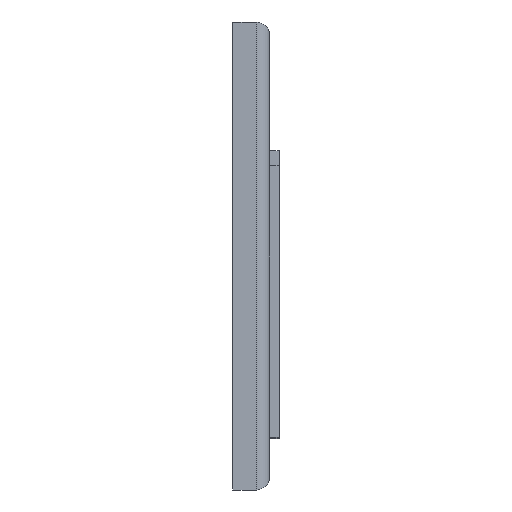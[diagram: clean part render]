
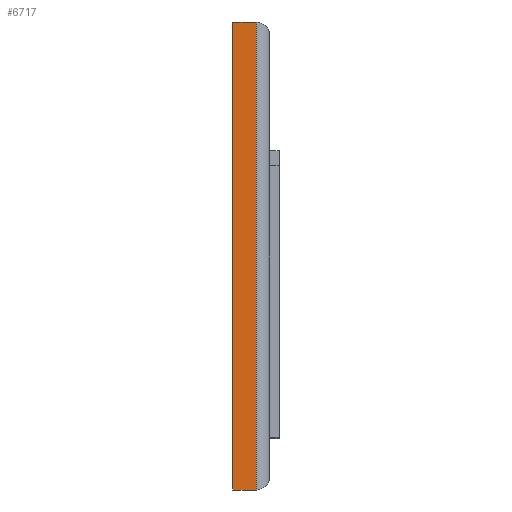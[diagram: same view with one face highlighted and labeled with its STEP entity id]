
A CAD part, left-side view. The second image highlights one B-rep face of the part: STEP entity #6717.
In plain terms, the highlighted planar face has unit normal (-1, 0, 0).
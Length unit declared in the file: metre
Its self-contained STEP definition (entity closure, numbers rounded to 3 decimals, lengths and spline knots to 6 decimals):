
#809=LINE('',#9687,#1463);
#855=LINE('',#9947,#1509);
#858=LINE('',#9953,#1512);
#859=LINE('',#9955,#1513);
#1463=VECTOR('',#7515,1.);
#1509=VECTOR('',#7567,1.);
#1512=VECTOR('',#7572,1.);
#1513=VECTOR('',#7573,1.);
#2447=ORIENTED_EDGE('',*,*,#4526,.F.);
#2448=ORIENTED_EDGE('',*,*,#4527,.T.);
#2449=ORIENTED_EDGE('',*,*,#4523,.T.);
#2450=ORIENTED_EDGE('',*,*,#4434,.T.);
#4434=EDGE_CURVE('',#5471,#5474,#809,.T.);
#4523=EDGE_CURVE('',#5563,#5471,#855,.T.);
#4526=EDGE_CURVE('',#5565,#5474,#858,.T.);
#4527=EDGE_CURVE('',#5565,#5563,#859,.F.);
#5471=VERTEX_POINT('',#9681);
#5474=VERTEX_POINT('',#9686);
#5563=VERTEX_POINT('',#9948);
#5565=VERTEX_POINT('',#9954);
#5771=EDGE_LOOP('',(#2447,#2448,#2449,#2450));
#6187=FACE_BOUND('',#5771,.T.);
#6552=PLANE('',#7107);
#6717=ADVANCED_FACE('',(#6187),#6552,.F.);
#7107=AXIS2_PLACEMENT_3D('',#9952,#7570,#7571);
#7515=DIRECTION('',(0.,0.,-1.));
#7567=DIRECTION('',(0.,1.,0.));
#7570=DIRECTION('',(1.,0.,0.));
#7571=DIRECTION('',(0.,0.,-1.));
#7572=DIRECTION('',(0.,1.,0.));
#7573=DIRECTION('',(0.,0.,-1.));
#9681=CARTESIAN_POINT('',(-0.087176,0.,0.0254));
#9686=CARTESIAN_POINT('',(-0.087176,0.,0.));
#9687=CARTESIAN_POINT('',(-0.087176,0.,0.0127));
#9947=CARTESIAN_POINT('',(-0.087176,-0.002,0.0254));
#9948=CARTESIAN_POINT('',(-0.087176,-0.001264,0.0254));
#9952=CARTESIAN_POINT('',(-0.087176,-0.002,0.0127));
#9953=CARTESIAN_POINT('',(-0.087176,-0.002,0.));
#9954=CARTESIAN_POINT('',(-0.087176,-0.001264,0.));
#9955=CARTESIAN_POINT('',(-0.087176,-0.001264,0.0254));
